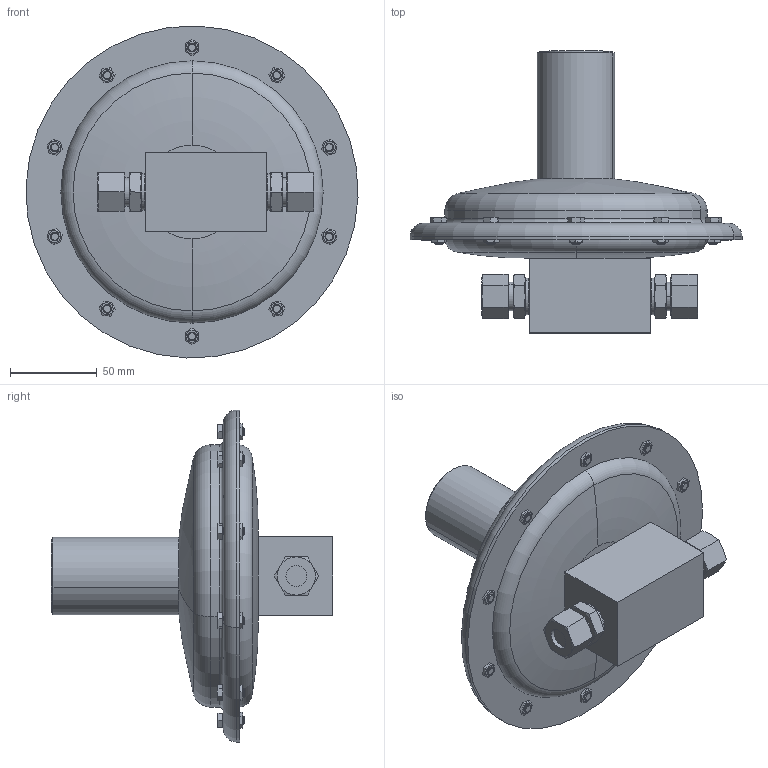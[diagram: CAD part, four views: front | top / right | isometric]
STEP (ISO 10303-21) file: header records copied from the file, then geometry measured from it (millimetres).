
FILE_DESCRIPTION (( 'STEP AP214' ), '1' );
FILE_NAME ('Messwerk1_PN16.STEP', '2016-03-31T11:04:24', ( 'Honeywell' ), ( 'Honeywell' ), 'SwSTEP 2.0', 'SolidWorks 2015', '' );
FILE_SCHEMA (( 'AUTOMOTIVE_DESIGN' ));
Length unit declared in the file: millimetre
Products named in the file (1): Messwerk1_PN16
Bounding box: 190.88 x 162.08 x 190.88 mm (x, y, z)
Volume: 1057231.8 mm3; surface area: 98402.4 mm2
Topology: 1 solids, 1 shells, 513 faces, 1154 edges, 689 vertices
Faces by surface type: plane 266, cone 148, cylinder 74, bspline 13, torus 10, sphere 2
Entity records: 21298 total; most frequent: CARTESIAN_POINT 4712, ORIENTED_EDGE 2290, DIRECTION 2207, EDGE_CURVE 1145, AXIS2_PLACEMENT_3D 873, VERTEX_POINT 686, EDGE_LOOP 559, UNCERTAINTY_MEASURE_WITH_UNIT 513
